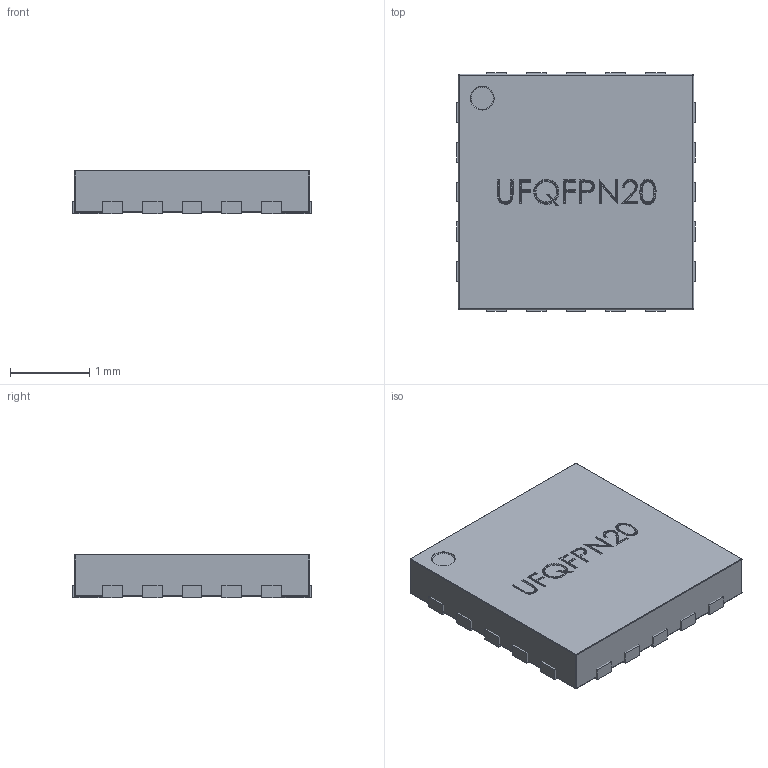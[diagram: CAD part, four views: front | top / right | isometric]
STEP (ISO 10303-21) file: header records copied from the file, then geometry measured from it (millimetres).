
FILE_DESCRIPTION (( 'STEP AP214' ), '1' );
FILE_NAME ('6B1406E0-4718-44C7-AF55-B7F83AEA0728.STEP', '2023-10-01T20:52:06', ( '' ), ( '' ), 'SwSTEP 2.0', 'SolidWorks 2022', '' );
FILE_SCHEMA (( 'AUTOMOTIVE_DESIGN' ));
Length unit declared in the file: millimetre
Products named in the file (1): 6B1406E0-4718-44C7-AF55-B7F83AEA0728
Bounding box: 3 x 3 x 0.55 mm (x, y, z)
Volume: 5 mm3; surface area: 32.3 mm2
Topology: 21 solids, 21 shells, 359 faces, 807 edges, 494 vertices
Faces by surface type: plane 182, cylinder 91, bspline 76, sphere 8, torus 2
Entity records: 17354 total; most frequent: CARTESIAN_POINT 5848, ORIENTED_EDGE 1598, DIRECTION 1293, EDGE_CURVE 799, LINE 511, VECTOR 511, VERTEX_POINT 494, AXIS2_PLACEMENT_3D 391
